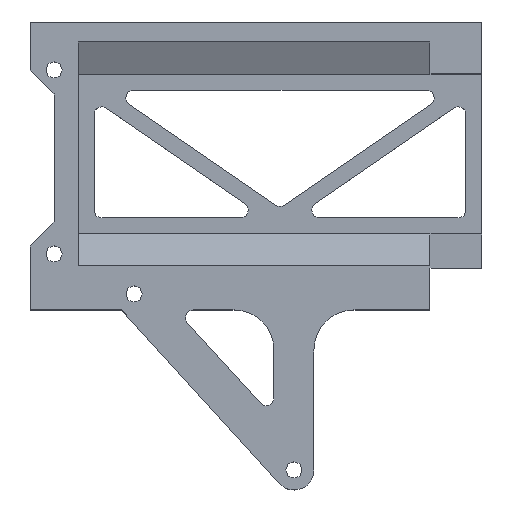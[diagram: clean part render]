
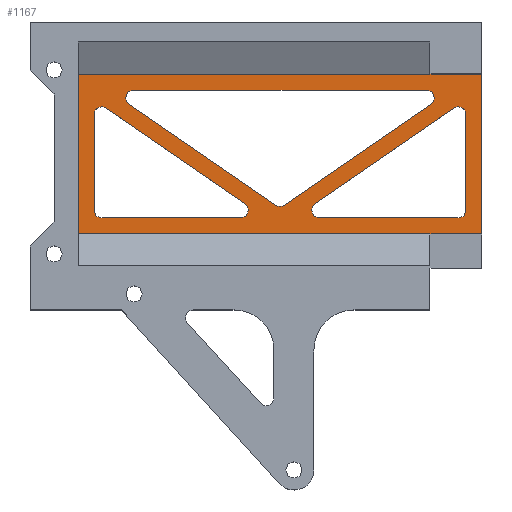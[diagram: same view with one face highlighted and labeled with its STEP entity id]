
A CAD part, top view. The second image highlights one B-rep face of the part: STEP entity #1167.
In plain terms, the highlighted planar face has unit normal (0, 0, 1).
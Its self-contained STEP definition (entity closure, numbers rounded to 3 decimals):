
#23=FACE_BOUND('',#171,.T.);
#24=FACE_BOUND('',#172,.T.);
#25=FACE_BOUND('',#173,.T.);
#53=PLANE('',#1273);
#103=FACE_OUTER_BOUND('',#170,.T.);
#170=EDGE_LOOP('',(#947,#948,#949,#950,#951,#952));
#171=EDGE_LOOP('',(#953,#954,#955,#956,#957,#958));
#172=EDGE_LOOP('',(#959,#960,#961,#962,#963,#964));
#173=EDGE_LOOP('',(#965,#966,#967,#968,#969,#970));
#208=LINE('',#1652,#337);
#215=LINE('',#1670,#344);
#218=LINE('',#1682,#347);
#222=LINE('',#1697,#351);
#229=LINE('',#1715,#358);
#235=LINE('',#1739,#364);
#255=LINE('',#1795,#384);
#256=LINE('',#1797,#385);
#257=LINE('',#1799,#386);
#259=LINE('',#1805,#388);
#265=LINE('',#1817,#394);
#269=LINE('',#1826,#398);
#270=LINE('',#1828,#399);
#293=LINE('',#1871,#422);
#294=LINE('',#1873,#423);
#337=VECTOR('',#1325,10.);
#344=VECTOR('',#1340,10.);
#347=VECTOR('',#1351,10.);
#351=VECTOR('',#1369,10.);
#358=VECTOR('',#1384,10.);
#364=VECTOR('',#1410,10.);
#384=VECTOR('',#1452,10.);
#385=VECTOR('',#1455,10.);
#386=VECTOR('',#1458,10.);
#388=VECTOR('',#1462,10.);
#394=VECTOR('',#1470,10.);
#398=VECTOR('',#1476,10.);
#399=VECTOR('',#1479,10.);
#422=VECTOR('',#1518,10.);
#423=VECTOR('',#1521,10.);
#464=CIRCLE('',#1216,1.);
#467=CIRCLE('',#1221,1.);
#468=CIRCLE('',#1224,1.);
#470=CIRCLE('',#1228,1.);
#472=CIRCLE('',#1231,1.);
#475=CIRCLE('',#1236,1.);
#477=CIRCLE('',#1240,1.);
#478=CIRCLE('',#1242,1.);
#480=CIRCLE('',#1245,1.);
#503=VERTEX_POINT('',#1642);
#504=VERTEX_POINT('',#1643);
#507=VERTEX_POINT('',#1651);
#511=VERTEX_POINT('',#1660);
#512=VERTEX_POINT('',#1662);
#514=VERTEX_POINT('',#1668);
#515=VERTEX_POINT('',#1672);
#516=VERTEX_POINT('',#1673);
#519=VERTEX_POINT('',#1681);
#521=VERTEX_POINT('',#1690);
#523=VERTEX_POINT('',#1696);
#527=VERTEX_POINT('',#1705);
#528=VERTEX_POINT('',#1707);
#530=VERTEX_POINT('',#1713);
#532=VERTEX_POINT('',#1719);
#533=VERTEX_POINT('',#1723);
#535=VERTEX_POINT('',#1729);
#536=VERTEX_POINT('',#1730);
#564=VERTEX_POINT('',#1801);
#566=VERTEX_POINT('',#1804);
#569=VERTEX_POINT('',#1811);
#571=VERTEX_POINT('',#1815);
#572=VERTEX_POINT('',#1819);
#575=VERTEX_POINT('',#1824);
#614=EDGE_CURVE('',#503,#504,#464,.T.);
#618=EDGE_CURVE('',#507,#504,#208,.T.);
#623=EDGE_CURVE('',#511,#512,#467,.T.);
#627=EDGE_CURVE('',#511,#514,#215,.T.);
#628=EDGE_CURVE('',#515,#516,#468,.T.);
#632=EDGE_CURVE('',#519,#516,#218,.T.);
#635=EDGE_CURVE('',#507,#514,#470,.T.);
#637=EDGE_CURVE('',#519,#521,#472,.T.);
#640=EDGE_CURVE('',#523,#521,#222,.T.);
#645=EDGE_CURVE('',#527,#528,#475,.T.);
#649=EDGE_CURVE('',#527,#530,#229,.T.);
#651=EDGE_CURVE('',#523,#532,#477,.T.);
#653=EDGE_CURVE('',#533,#530,#478,.T.);
#656=EDGE_CURVE('',#535,#536,#480,.T.);
#661=EDGE_CURVE('',#533,#536,#235,.T.);
#690=EDGE_CURVE('',#535,#528,#255,.T.);
#691=EDGE_CURVE('',#515,#532,#256,.T.);
#692=EDGE_CURVE('',#503,#512,#257,.T.);
#694=EDGE_CURVE('',#564,#566,#259,.T.);
#700=EDGE_CURVE('',#571,#569,#265,.T.);
#704=EDGE_CURVE('',#575,#572,#269,.T.);
#705=EDGE_CURVE('',#566,#571,#270,.T.);
#728=EDGE_CURVE('',#564,#572,#293,.T.);
#729=EDGE_CURVE('',#575,#569,#294,.T.);
#947=ORIENTED_EDGE('',*,*,#728,.T.);
#948=ORIENTED_EDGE('',*,*,#704,.F.);
#949=ORIENTED_EDGE('',*,*,#729,.T.);
#950=ORIENTED_EDGE('',*,*,#700,.F.);
#951=ORIENTED_EDGE('',*,*,#705,.F.);
#952=ORIENTED_EDGE('',*,*,#694,.F.);
#953=ORIENTED_EDGE('',*,*,#691,.T.);
#954=ORIENTED_EDGE('',*,*,#651,.F.);
#955=ORIENTED_EDGE('',*,*,#640,.T.);
#956=ORIENTED_EDGE('',*,*,#637,.F.);
#957=ORIENTED_EDGE('',*,*,#632,.T.);
#958=ORIENTED_EDGE('',*,*,#628,.F.);
#959=ORIENTED_EDGE('',*,*,#661,.T.);
#960=ORIENTED_EDGE('',*,*,#656,.F.);
#961=ORIENTED_EDGE('',*,*,#690,.T.);
#962=ORIENTED_EDGE('',*,*,#645,.F.);
#963=ORIENTED_EDGE('',*,*,#649,.T.);
#964=ORIENTED_EDGE('',*,*,#653,.F.);
#965=ORIENTED_EDGE('',*,*,#627,.T.);
#966=ORIENTED_EDGE('',*,*,#635,.F.);
#967=ORIENTED_EDGE('',*,*,#618,.T.);
#968=ORIENTED_EDGE('',*,*,#614,.F.);
#969=ORIENTED_EDGE('',*,*,#692,.T.);
#970=ORIENTED_EDGE('',*,*,#623,.F.);
#1167=ADVANCED_FACE('',(#103,#23,#24,#25),#53,.F.);
#1216=AXIS2_PLACEMENT_3D('',#1644,#1317,#1318);
#1221=AXIS2_PLACEMENT_3D('',#1663,#1333,#1334);
#1224=AXIS2_PLACEMENT_3D('',#1674,#1343,#1344);
#1228=AXIS2_PLACEMENT_3D('',#1687,#1356,#1357);
#1231=AXIS2_PLACEMENT_3D('',#1691,#1362,#1363);
#1236=AXIS2_PLACEMENT_3D('',#1708,#1377,#1378);
#1240=AXIS2_PLACEMENT_3D('',#1720,#1389,#1390);
#1242=AXIS2_PLACEMENT_3D('',#1724,#1394,#1395);
#1245=AXIS2_PLACEMENT_3D('',#1731,#1401,#1402);
#1273=AXIS2_PLACEMENT_3D('',#1872,#1519,#1520);
#1317=DIRECTION('center_axis',(0.,0.,1.));
#1318=DIRECTION('ref_axis',(-0.707,-0.707,0.));
#1325=DIRECTION('',(-1.,0.,0.));
#1333=DIRECTION('center_axis',(0.,0.,1.));
#1334=DIRECTION('ref_axis',(-0.465,0.885,0.));
#1340=DIRECTION('',(0.824,-0.567,0.));
#1343=DIRECTION('center_axis',(0.,0.,1.));
#1344=DIRECTION('ref_axis',(-0.955,0.297,0.));
#1351=DIRECTION('',(-0.824,0.567,0.));
#1356=DIRECTION('center_axis',(0.,0.,1.));
#1357=DIRECTION('ref_axis',(0.955,-0.297,0.));
#1362=DIRECTION('center_axis',(0.,0.,1.));
#1363=DIRECTION('ref_axis',(0.,-1.,0.));
#1369=DIRECTION('',(-0.824,-0.567,0.));
#1377=DIRECTION('center_axis',(0.,0.,1.));
#1378=DIRECTION('ref_axis',(-0.955,-0.297,0.));
#1384=DIRECTION('',(0.824,0.567,0.));
#1389=DIRECTION('center_axis',(0.,0.,1.));
#1390=DIRECTION('ref_axis',(0.955,0.297,0.));
#1394=DIRECTION('center_axis',(0.,0.,1.));
#1395=DIRECTION('ref_axis',(0.465,0.885,0.));
#1401=DIRECTION('center_axis',(0.,0.,1.));
#1402=DIRECTION('ref_axis',(0.707,-0.707,0.));
#1410=DIRECTION('',(0.,-1.,0.));
#1452=DIRECTION('',(-1.,0.,0.));
#1455=DIRECTION('',(1.,0.,0.));
#1458=DIRECTION('',(0.,1.,0.));
#1462=DIRECTION('',(1.,0.,0.));
#1470=DIRECTION('',(-1.,0.,0.));
#1476=DIRECTION('',(0.,1.,0.));
#1479=DIRECTION('',(0.,-1.,0.));
#1518=DIRECTION('',(-1.,0.,0.));
#1519=DIRECTION('center_axis',(0.,0.,-1.));
#1520=DIRECTION('ref_axis',(-1.,0.,0.));
#1521=DIRECTION('',(1.,0.,0.));
#1642=CARTESIAN_POINT('',(-18.045,-6.038,1.6));
#1643=CARTESIAN_POINT('',(-17.045,-7.038,1.6));
#1644=CARTESIAN_POINT('Origin',(-17.045,-6.038,1.6));
#1651=CARTESIAN_POINT('',(0.224,-7.038,1.6));
#1652=CARTESIAN_POINT('',(15.205,-7.038,1.6));
#1660=CARTESIAN_POINT('',(-16.478,6.669,1.6));
#1662=CARTESIAN_POINT('',(-18.045,5.846,1.6));
#1663=CARTESIAN_POINT('Origin',(-17.045,5.846,1.6));
#1668=CARTESIAN_POINT('',(0.791,-5.215,1.6));
#1670=CARTESIAN_POINT('',(-18.612,8.138,1.6));
#1672=CARTESIAN_POINT('',(-13.064,8.962,1.6));
#1673=CARTESIAN_POINT('',(-13.631,7.138,1.6));
#1674=CARTESIAN_POINT('Origin',(-13.064,7.962,1.6));
#1681=CARTESIAN_POINT('',(4.638,-5.434,1.6));
#1682=CARTESIAN_POINT('',(5.772,-6.215,1.6));
#1687=CARTESIAN_POINT('Origin',(0.224,-6.038,1.6));
#1690=CARTESIAN_POINT('',(5.772,-5.434,1.6));
#1691=CARTESIAN_POINT('Origin',(5.205,-4.611,1.6));
#1696=CARTESIAN_POINT('',(24.041,7.138,1.6));
#1697=CARTESIAN_POINT('',(27.888,9.785,1.6));
#1705=CARTESIAN_POINT('',(9.619,-5.215,1.6));
#1707=CARTESIAN_POINT('',(10.186,-7.038,1.6));
#1708=CARTESIAN_POINT('Origin',(10.186,-6.038,1.6));
#1713=CARTESIAN_POINT('',(26.888,6.669,1.6));
#1715=CARTESIAN_POINT('',(5.772,-7.862,1.6));
#1719=CARTESIAN_POINT('',(23.474,8.962,1.6));
#1720=CARTESIAN_POINT('Origin',(23.474,7.962,1.6));
#1723=CARTESIAN_POINT('',(28.455,5.846,1.6));
#1724=CARTESIAN_POINT('Origin',(27.455,5.846,1.6));
#1729=CARTESIAN_POINT('',(27.455,-7.038,1.6));
#1730=CARTESIAN_POINT('',(28.455,-6.038,1.6));
#1731=CARTESIAN_POINT('Origin',(27.455,-6.038,1.6));
#1739=CARTESIAN_POINT('',(28.455,4.962,1.6));
#1795=CARTESIAN_POINT('',(15.205,-7.038,1.6));
#1797=CARTESIAN_POINT('',(-8.045,8.962,1.6));
#1799=CARTESIAN_POINT('',(-18.045,-3.038,1.6));
#1801=CARTESIAN_POINT('',(23.955,10.962,1.6));
#1804=CARTESIAN_POINT('',(30.455,10.962,1.6));
#1805=CARTESIAN_POINT('',(30.455,10.962,1.6));
#1811=CARTESIAN_POINT('',(23.955,-9.038,1.6));
#1815=CARTESIAN_POINT('',(30.455,-9.038,1.6));
#1817=CARTESIAN_POINT('',(-20.045,-9.038,1.6));
#1819=CARTESIAN_POINT('',(-20.045,10.962,1.6));
#1824=CARTESIAN_POINT('',(-20.045,-9.038,1.6));
#1826=CARTESIAN_POINT('',(-20.045,14.962,1.6));
#1828=CARTESIAN_POINT('',(30.455,-6.188,1.6));
#1871=CARTESIAN_POINT('',(12.955,10.962,1.6));
#1872=CARTESIAN_POINT('Origin',(1.955,0.962,1.6));
#1873=CARTESIAN_POINT('',(12.955,-9.038,1.6));
